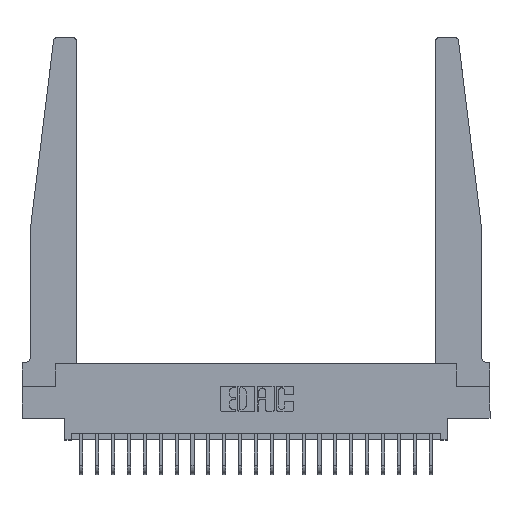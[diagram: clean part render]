
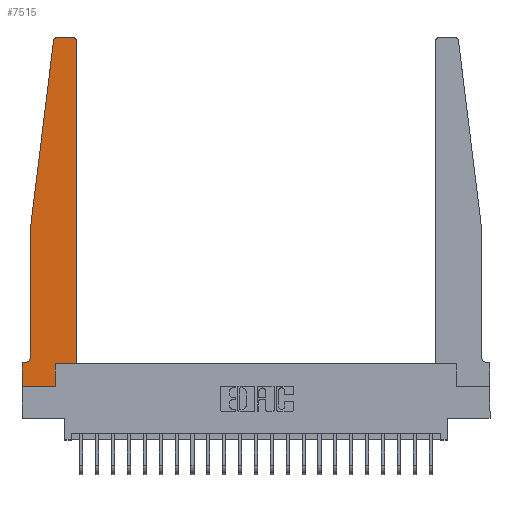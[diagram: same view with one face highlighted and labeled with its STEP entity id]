
A CAD part, top view. The second image highlights one B-rep face of the part: STEP entity #7515.
In plain terms, the highlighted planar face has unit normal (0, 0, 1).
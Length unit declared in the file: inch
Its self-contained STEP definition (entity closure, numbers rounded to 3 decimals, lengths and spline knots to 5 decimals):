
#13 = EDGE_CURVE ( 'NONE', #5666, #8764, #3816, .T. ) ;
#45 = DIRECTION ( 'NONE',  ( 0., 1., 0. ) ) ;
#684 = DIRECTION ( 'NONE',  ( 1., 0., 0. ) ) ;
#780 = CARTESIAN_POINT ( 'NONE',  ( 0., 0., 0.37 ) ) ;
#809 = VERTEX_POINT ( 'NONE', #5638 ) ;
#973 = LINE ( 'NONE', #2846, #20350 ) ;
#1020 = DIRECTION ( 'NONE',  ( -1., 0., 0. ) ) ;
#1385 = DIRECTION ( 'NONE',  ( -1., 0., 0. ) ) ;
#1495 = CIRCLE ( 'NONE', #13439, 0.05 ) ;
#1624 = CARTESIAN_POINT ( 'NONE',  ( 0.065, 1.25, 0.37 ) ) ;
#1628 = VERTEX_POINT ( 'NONE', #8206 ) ;
#1712 = VECTOR ( 'NONE', #5172, 39.37008 ) ;
#2207 = EDGE_CURVE ( 'NONE', #16328, #22674, #20752, .T. ) ;
#2516 = VECTOR ( 'NONE', #22986, 39.37008 ) ;
#2538 = LINE ( 'NONE', #3165, #16320 ) ;
#2565 = EDGE_LOOP ( 'NONE', ( #18497, #4545, #18546, #11737, #9118, #3231, #12916, #9918, #17432, #5822, #14391, #15373 ) ) ;
#2846 = CARTESIAN_POINT ( 'NONE',  ( 0.25, 2.75, 0.37 ) ) ;
#2888 = EDGE_CURVE ( 'NONE', #22674, #13157, #2538, .T. ) ;
#3112 = DIRECTION ( 'NONE',  ( 1., 0., 0. ) ) ;
#3165 = CARTESIAN_POINT ( 'NONE',  ( 0., 0., 0.37 ) ) ;
#3170 = DIRECTION ( 'NONE',  ( 0., -1., 0. ) ) ;
#3231 = ORIENTED_EDGE ( 'NONE', *, *, #2207, .T. ) ;
#3777 = EDGE_CURVE ( 'NONE', #1628, #12066, #18664, .T. ) ;
#3816 = LINE ( 'NONE', #6898, #13818 ) ;
#3870 = LINE ( 'NONE', #13295, #14493 ) ;
#4018 = EDGE_CURVE ( 'NONE', #809, #23082, #6890, .T. ) ;
#4134 = CARTESIAN_POINT ( 'NONE',  ( 0.425, 0.18, 0.37 ) ) ;
#4526 = CARTESIAN_POINT ( 'NONE',  ( 0., 0.1875, 0.37 ) ) ;
#4545 = ORIENTED_EDGE ( 'NONE', *, *, #16999, .T. ) ;
#4936 = LINE ( 'NONE', #5815, #16986 ) ;
#5023 = CARTESIAN_POINT ( 'NONE',  ( 0.27653, 2.75, 0.37 ) ) ;
#5028 = DIRECTION ( 'NONE',  ( 0., -1., 0. ) ) ;
#5050 = DIRECTION ( 'NONE',  ( 1., 0., 0. ) ) ;
#5172 = DIRECTION ( 'NONE',  ( -1., 0., 0. ) ) ;
#5638 = CARTESIAN_POINT ( 'NONE',  ( 0.425, 2.72, 0.37 ) ) ;
#5666 = VERTEX_POINT ( 'NONE', #1624 ) ;
#5815 = CARTESIAN_POINT ( 'NONE',  ( 0.065, 1.25, 0.37 ) ) ;
#5822 = ORIENTED_EDGE ( 'NONE', *, *, #3777, .T. ) ;
#5982 = LINE ( 'NONE', #11278, #9520 ) ;
#6227 = AXIS2_PLACEMENT_3D ( 'NONE', #8724, #16290, #3112 ) ;
#6517 = CARTESIAN_POINT ( 'NONE',  ( 0.425, 0.18, 0.37 ) ) ;
#6890 = CIRCLE ( 'NONE', #6227, 0.03 ) ;
#6898 = CARTESIAN_POINT ( 'NONE',  ( 0.065, 1.25, 0.37 ) ) ;
#7160 = CIRCLE ( 'NONE', #14877, 0.03 ) ;
#7442 = LINE ( 'NONE', #11658, #14820 ) ;
#7465 = EDGE_CURVE ( 'NONE', #8185, #5666, #4936, .T. ) ;
#7515 = ADVANCED_FACE ( 'NONE', ( #22537 ), #19386, .T. ) ;
#8185 = VERTEX_POINT ( 'NONE', #19736 ) ;
#8206 = CARTESIAN_POINT ( 'NONE',  ( 0.2605, 0.18, 0.37 ) ) ;
#8641 = VERTEX_POINT ( 'NONE', #5023 ) ;
#8724 = CARTESIAN_POINT ( 'NONE',  ( 0.395, 2.72, 0.37 ) ) ;
#8764 = VERTEX_POINT ( 'NONE', #13822 ) ;
#8976 = CARTESIAN_POINT ( 'NONE',  ( 0.015, 0.2375, 0.37 ) ) ;
#8999 = CARTESIAN_POINT ( 'NONE',  ( 0.065, 0.1875, 0.37 ) ) ;
#9104 = EDGE_CURVE ( 'NONE', #11849, #1628, #5982, .T. ) ;
#9118 = ORIENTED_EDGE ( 'NONE', *, *, #14411, .T. ) ;
#9520 = VECTOR ( 'NONE', #45, 39.37008 ) ;
#9905 = DIRECTION ( 'NONE',  ( 1., 0., 0. ) ) ;
#9918 = ORIENTED_EDGE ( 'NONE', *, *, #19139, .T. ) ;
#10707 = EDGE_CURVE ( 'NONE', #23082, #8641, #973, .T. ) ;
#11097 = CARTESIAN_POINT ( 'NONE',  ( 0.2605, 0., 0.37 ) ) ;
#11190 = CARTESIAN_POINT ( 'NONE',  ( 0.015, 0.1875, 0.37 ) ) ;
#11278 = CARTESIAN_POINT ( 'NONE',  ( 0.2605, 0.18, 0.37 ) ) ;
#11658 = CARTESIAN_POINT ( 'NONE',  ( 0.425, 0.18, 0.37 ) ) ;
#11737 = ORIENTED_EDGE ( 'NONE', *, *, #13, .T. ) ;
#11849 = VERTEX_POINT ( 'NONE', #11097 ) ;
#12001 = DIRECTION ( 'NONE',  ( 0., 0., 1. ) ) ;
#12066 = VERTEX_POINT ( 'NONE', #6517 ) ;
#12916 = ORIENTED_EDGE ( 'NONE', *, *, #2888, .T. ) ;
#13157 = VERTEX_POINT ( 'NONE', #780 ) ;
#13295 = CARTESIAN_POINT ( 'NONE',  ( 0., 0., 0.37 ) ) ;
#13439 = AXIS2_PLACEMENT_3D ( 'NONE', #8976, #20155, #1385 ) ;
#13818 = VECTOR ( 'NONE', #3170, 39.37008 ) ;
#13822 = CARTESIAN_POINT ( 'NONE',  ( 0.065, 0.2375, 0.37 ) ) ;
#14391 = ORIENTED_EDGE ( 'NONE', *, *, #21613, .T. ) ;
#14411 = EDGE_CURVE ( 'NONE', #8764, #16328, #1495, .T. ) ;
#14493 = VECTOR ( 'NONE', #9905, 39.37008 ) ;
#14645 = CARTESIAN_POINT ( 'NONE',  ( 0., 0.1875, 0.37 ) ) ;
#14820 = VECTOR ( 'NONE', #21066, 39.37008 ) ;
#14877 = AXIS2_PLACEMENT_3D ( 'NONE', #16196, #16280, #5050 ) ;
#15086 = AXIS2_PLACEMENT_3D ( 'NONE', #4526, #12001, #684 ) ;
#15373 = ORIENTED_EDGE ( 'NONE', *, *, #4018, .T. ) ;
#15867 = CARTESIAN_POINT ( 'NONE',  ( 0.395, 2.75, 0.37 ) ) ;
#16196 = CARTESIAN_POINT ( 'NONE',  ( 0.27653, 2.72, 0.37 ) ) ;
#16280 = DIRECTION ( 'NONE',  ( 0., 0., 1. ) ) ;
#16290 = DIRECTION ( 'NONE',  ( 0., 0., 1. ) ) ;
#16320 = VECTOR ( 'NONE', #5028, 39.37008 ) ;
#16328 = VERTEX_POINT ( 'NONE', #11190 ) ;
#16986 = VECTOR ( 'NONE', #18979, 39.37008 ) ;
#16999 = EDGE_CURVE ( 'NONE', #8641, #8185, #7160, .T. ) ;
#17432 = ORIENTED_EDGE ( 'NONE', *, *, #9104, .T. ) ;
#18497 = ORIENTED_EDGE ( 'NONE', *, *, #10707, .T. ) ;
#18546 = ORIENTED_EDGE ( 'NONE', *, *, #7465, .T. ) ;
#18664 = LINE ( 'NONE', #4134, #2516 ) ;
#18979 = DIRECTION ( 'NONE',  ( -0.122, -0.992, 0. ) ) ;
#19139 = EDGE_CURVE ( 'NONE', #13157, #11849, #3870, .T. ) ;
#19386 = PLANE ( 'NONE',  #15086 ) ;
#19736 = CARTESIAN_POINT ( 'NONE',  ( 0.24675, 2.72367, 0.37 ) ) ;
#20155 = DIRECTION ( 'NONE',  ( 0., 0., -1. ) ) ;
#20350 = VECTOR ( 'NONE', #1020, 39.37008 ) ;
#20752 = LINE ( 'NONE', #8999, #1712 ) ;
#21066 = DIRECTION ( 'NONE',  ( 0., 1., 0. ) ) ;
#21613 = EDGE_CURVE ( 'NONE', #12066, #809, #7442, .T. ) ;
#22537 = FACE_OUTER_BOUND ( 'NONE', #2565, .T. ) ;
#22674 = VERTEX_POINT ( 'NONE', #14645 ) ;
#22986 = DIRECTION ( 'NONE',  ( 1., 0., 0. ) ) ;
#23082 = VERTEX_POINT ( 'NONE', #15867 ) ;
